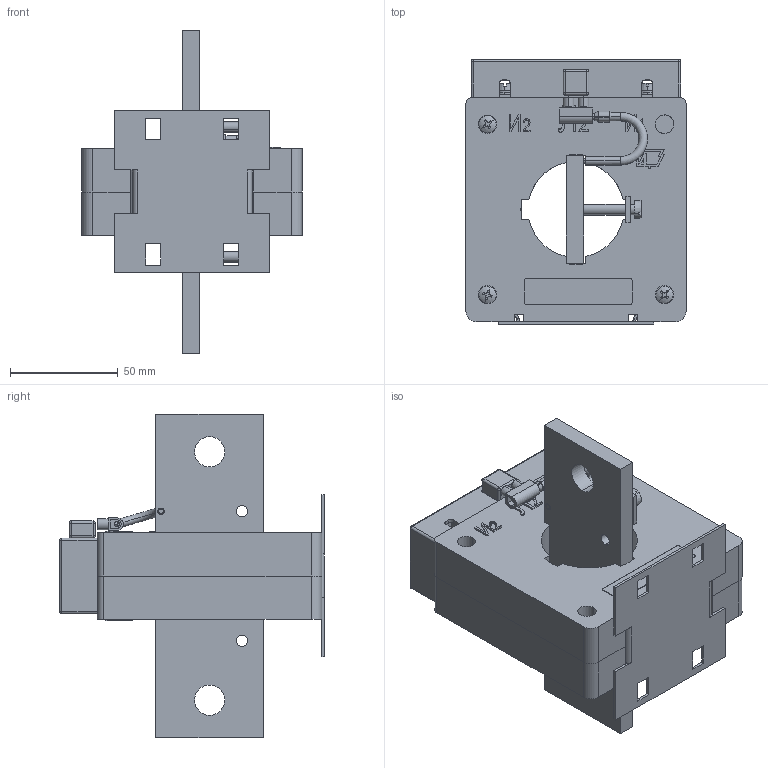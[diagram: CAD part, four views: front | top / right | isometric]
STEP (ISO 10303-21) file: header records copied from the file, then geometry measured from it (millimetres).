
FILE_DESCRIPTION (( 'STEP AP214' ), '1' );
FILE_NAME ('ﾒ-0,66-3ﾏ.STEP', '2023-07-28T09:35:38', ( '' ), ( '' ), 'SwSTEP 2.0', 'SolidWorks 2014', '' );
FILE_SCHEMA (( 'AUTOMOTIVE_DESIGN' ));
Length unit declared in the file: millimetre
Products named in the file (76): ÂÅÈÓ.757249.004 Ïëàñòèíà êîíòàêòíàÿ; Øóðóï 2-4õ20.019 ÃÎÑÒ 1144-80; 屡扔.754468.001 想铎徉; ÂÅÈÓ.741132.004 Çàùèòíàÿ ïëàíêà; 屡扔.757242.106蚜_-04(800)-01; ÂÅÈÓ.754312.152 Òàáëè÷êà ïðåäñòàâèòåëüíàÿ; Òåðìîïëàâêèé êëåé^ÈÁËÒ.671211.019 Òðàíñôîðìàòîð òîêà Ò-0,66-3(500-2000À); 妈眚 󊙅0.58.019 梦岩17473-80; Ïðîâîä ÏÂ3 2,5 ÃÎÑÒ6323-79 600-800ñ êóá_-03 ¡¥§ ªã¡; Çàæèì âèíòîâîé ÇÂÈ-5 1,5-4ìì2; 妈眚 󊅠.58.019 梦岩17473-80; èç ïð2,5 äëÿ âàð ñ êóá_-02 ¡¥§ ªã¡; 屡扔.754312.173 亦犭梓赅; 妈眚 󉞅 梦岩; ﾘ琺矜 5.01.019 ﾃﾎﾑﾒ11371-78; ïð 2,5 äëÿ âð ñ êóá_-02 ¡¥§ ªã¡; 妈眚 󊙆5.58.019 梦岩17473-80; Êîíòàêòíàÿ ïëàñòèíà^Çàæèì âèíòîâîé ÇÂÈ-5 1,5-4ìì2; ﾘ琺矜 5.65ﾃ.019 ﾃﾎﾑﾒ 6402-70; 侲膰翴籦鴀 2 DIN 46228; Êîðïóñ ïëàñòèêîâûé ÇÂÈ-5^Çàæèì âèíòîâîé ÇÂÈ-5 1,5-4ìì2; ïë ÷àñòü íàê ä2; 屡扔.757242.106蚜; àë ÷àñòü íàê ä2; Ïðîâîä ÏÂ3 2,5 ÃÎÑÒ6323-79 600-800ñ êóá; 屡扔.685527.010 罔磬_-02; èç ïð2,5 äëÿ âàð ñ êóá; ÂÅÈÓ.323293.018-01 Êðûøêà çàùèòíàÿ_-00; Ãàéêà Ì4.5.019 ÃÎÑÒ5915-70; ïð 2,5 äëÿ âð ñ êóá; 屡扔.711214.003 噪囗弼_-03; 屡扔.741131.008 想囗赅_-02; ÂÅÈÓ.686171.019 Ïîëóêîðïóñ Ë2; ÂÅÈÓ.685412.034 Ìàãíèòîïðîâîä ñ îáìîòêîé; 屡扔.685527.010 罔磬; ÂÅÈÓ.686171.018 Ïîëóêîðïóñ Ë1; ÂÅÈÓ.323293.018-01 Êðûøêà çàùèòíàÿ; 屡扔.711214.003 噪囗弼; ﾒ-0,66-3ﾏ; 屡扔.741131.008 想囗赅
Assembly tree (50 placements, depth 4):
  ÂÅÈÓ.757249.004 Ïëàñòèíà êîíòàêòíàÿ
  屡扔.754468.001 想铎徉
  ÂÅÈÓ.757249.004 Ïëàñòèíà êîíòàêòíàÿ
  ÂÅÈÓ.754312.152 Òàáëè÷êà ïðåäñòàâèòåëüíàÿ
  妈眚 󊙅0.58.019 梦岩17473-80
Bounding box: 102 x 122.7 x 150 mm (x, y, z)
Volume: 197888.8 mm3; surface area: 155273.3 mm2
Topology: 41 solids, 41 shells, 1267 faces, 3277 edges, 2145 vertices
Faces by surface type: plane 763, cylinder 309, cone 98, torus 45, bspline 28, sphere 24
Entity records: 34925 total; most frequent: CARTESIAN_POINT 7524, DIRECTION 5280, ORIENTED_EDGE 5238, EDGE_CURVE 2619, VECTOR 1806, LINE 1806, AXIS2_PLACEMENT_3D 1737, VERTEX_POINT 1705
